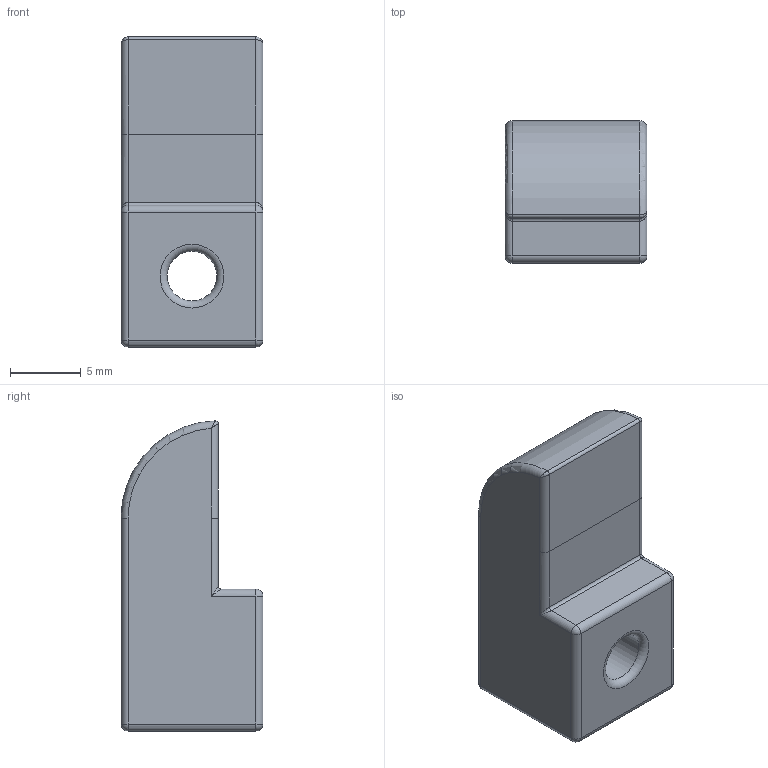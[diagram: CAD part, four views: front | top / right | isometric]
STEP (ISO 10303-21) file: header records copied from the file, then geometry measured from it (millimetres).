
FILE_DESCRIPTION(('FreeCAD Model'),'2;1');
FILE_NAME('Open CASCADE Shape Model','2024-03-15T13:44:34',(''),(''), 'Open CASCADE STEP processor 7.6','FreeCAD','Unknown');
FILE_SCHEMA(('AUTOMOTIVE_DESIGN { 1 0 10303 214 1 1 1 1 }'));
Length unit declared in the file: millimetre
Products named in the file (1): Body
Bounding box: 10 x 10 x 21.85 mm (x, y, z)
Volume: 1561.9 mm3; surface area: 1017.7 mm2
Topology: 1 solids, 1 shells, 43 faces, 94 edges, 44 vertices
Faces by surface type: cylinder 20, plane 9, sphere 6, torus 4, bspline 4
Full cylindrical faces by diameter (mm): 3.5 x1, 6.15 x1
Entity records: 2178 total; most frequent: CARTESIAN_POINT 1304, DIRECTION 190, ORIENTED_EDGE 168, EDGE_CURVE 84, AXIS2_PLACEMENT_3D 76, FACE_BOUND 46, EDGE_LOOP 46, VERTEX_POINT 44
